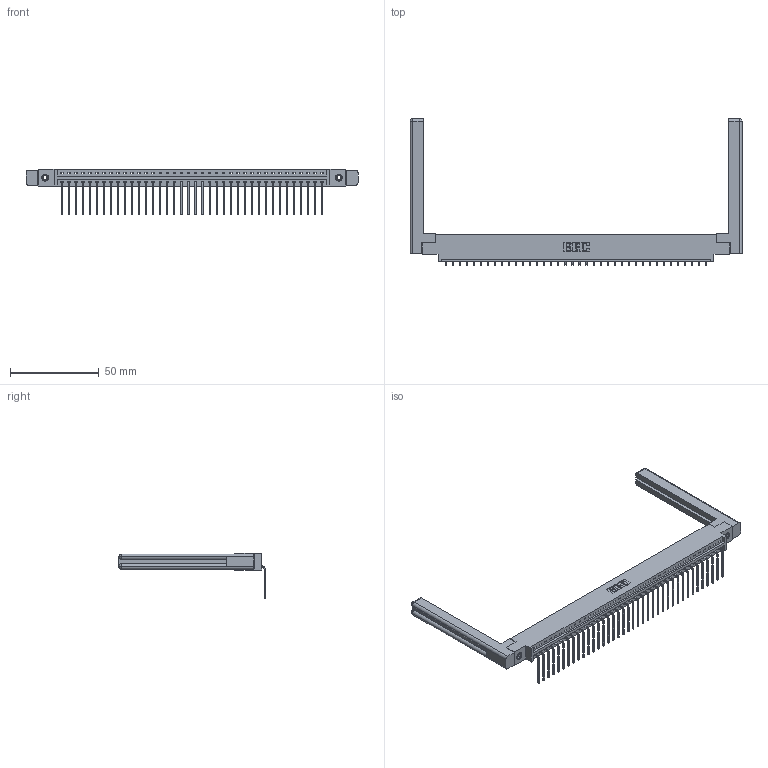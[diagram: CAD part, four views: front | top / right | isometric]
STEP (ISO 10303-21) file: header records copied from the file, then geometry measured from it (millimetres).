
FILE_DESCRIPTION (( 'STEP AP203' ), '1' );
FILE_NAME ('387-038-559-658.STEP', '2019-10-04T16:42:56', ( '' ), ( '' ), 'SwSTEP 2.0', 'SolidWorks 2016', '' );
FILE_SCHEMA (( 'CONFIG_CONTROL_DESIGN' ));
Length unit declared in the file: inch
Products named in the file (5): 345-292-001_558 559 Tail - 1; 307-220-058; 337 Part_0.170 Offset - 0.156 Dia-TI; 387-038-559-658; 345-250-001_345-250-001-102
Assembly tree (43 placements, depth 2):
  387-038-559-658
    337 Part_0.170 Offset - 0.156 Dia-TI
    345-292-001_558 559 Tail - 1  x38
    345-250-001_345-250-001-102  x2
    307-220-058  x2
Bounding box: 187.2 x 82.49 x 25.53 mm (x, y, z)
Volume: 26577.3 mm3; surface area: 26127.7 mm2
Topology: 43 solids, 43 shells, 2692 faces, 8049 edges, 5302 vertices
Faces by surface type: plane 1982, cylinder 686, cone 12, torus 12
Entity records: 31614 total; most frequent: CARTESIAN_POINT 5507, ORIENTED_EDGE 5420, DIRECTION 4662, EDGE_CURVE 2710, LINE 2534, VECTOR 2534, VERTEX_POINT 1798, AXIS2_PLACEMENT_3D 1064
